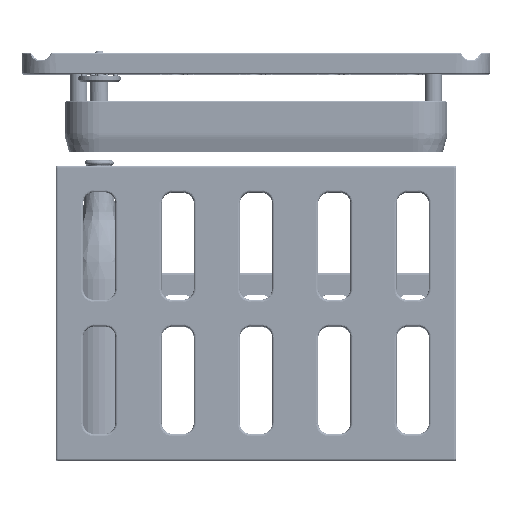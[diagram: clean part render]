
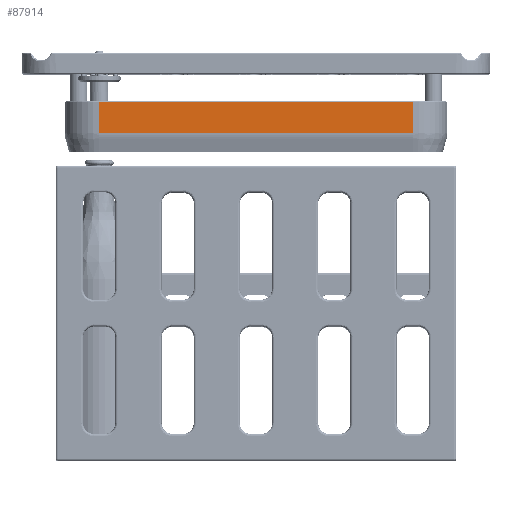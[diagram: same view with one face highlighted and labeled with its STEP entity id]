
A CAD part, top view. The second image highlights one B-rep face of the part: STEP entity #87914.
In plain terms, the highlighted planar face has unit normal (0, 0, 1).
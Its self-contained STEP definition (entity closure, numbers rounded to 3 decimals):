
#212 = VECTOR ( 'NONE', #12152, 1000. ) ;
#12147 = LINE ( 'NONE', #12150, #212 ) ;
#12150 = CARTESIAN_POINT ( 'NONE',  ( -146., -1., 139. ) ) ;
#12152 = DIRECTION ( 'NONE',  ( -1., 0., 0. ) ) ;
#16397 = CARTESIAN_POINT ( 'NONE',  ( -146., -47., 139. ) ) ;
#16403 = FACE_OUTER_BOUND ( 'NONE', #97424, .T. ) ;
#16405 = PLANE ( 'NONE',  #16717 ) ;
#16409 = DIRECTION ( 'NONE',  ( 0., 0., 1. ) ) ;
#16411 = DIRECTION ( 'NONE',  ( 1., 0., 0. ) ) ;
#16717 = AXIS2_PLACEMENT_3D ( 'NONE', #16397, #16409, #16411 ) ;
#60839 = CARTESIAN_POINT ( 'NONE',  ( -146., -30.087, 139. ) ) ;
#60840 = CARTESIAN_POINT ( 'NONE',  ( 146., -30.087, 139. ) ) ;
#62376 = CARTESIAN_POINT ( 'NONE',  ( -146., -1., 139. ) ) ;
#62377 = CARTESIAN_POINT ( 'NONE',  ( 146., -1., 139. ) ) ;
#64971 = VERTEX_POINT ( 'NONE', #60839 ) ;
#64976 = VERTEX_POINT ( 'NONE', #60840 ) ;
#65008 = VERTEX_POINT ( 'NONE', #62376 ) ;
#65011 = VERTEX_POINT ( 'NONE', #62377 ) ;
#66454 = ORIENTED_EDGE ( 'NONE', *, *, #87508, .T. ) ;
#66457 = ORIENTED_EDGE ( 'NONE', *, *, #76948, .T. ) ;
#66459 = ORIENTED_EDGE ( 'NONE', *, *, #76951, .F. ) ;
#66462 = ORIENTED_EDGE ( 'NONE', *, *, #76950, .F. ) ;
#71689 = VECTOR ( 'NONE', #75277, 1000. ) ;
#71691 = VECTOR ( 'NONE', #75282, 1000. ) ;
#71694 = VECTOR ( 'NONE', #75285, 1000. ) ;
#75266 = LINE ( 'NONE', #75275, #71689 ) ;
#75275 = CARTESIAN_POINT ( 'NONE',  ( 146., -47., 139. ) ) ;
#75276 = CARTESIAN_POINT ( 'NONE',  ( -146., -47., 139. ) ) ;
#75277 = DIRECTION ( 'NONE',  ( 0., 1., 0. ) ) ;
#75278 = LINE ( 'NONE', #75276, #71691 ) ;
#75282 = DIRECTION ( 'NONE',  ( 0., 1., 0. ) ) ;
#75283 = LINE ( 'NONE', #75284, #71694 ) ;
#75284 = CARTESIAN_POINT ( 'NONE',  ( 146., -30.087, 139. ) ) ;
#75285 = DIRECTION ( 'NONE',  ( -1., 0., 0. ) ) ;
#76948 = EDGE_CURVE ( 'NONE', #64976, #65011, #75266, .T. ) ;
#76950 = EDGE_CURVE ( 'NONE', #64971, #65008, #75278, .T. ) ;
#76951 = EDGE_CURVE ( 'NONE', #64976, #64971, #75283, .T. ) ;
#87508 = EDGE_CURVE ( 'NONE', #65011, #65008, #12147, .T. ) ;
#87914 = ADVANCED_FACE ( 'NONE', ( #16403 ), #16405, .T. ) ;
#97424 = EDGE_LOOP ( 'NONE', ( #66462, #66459, #66457, #66454 ) ) ;
